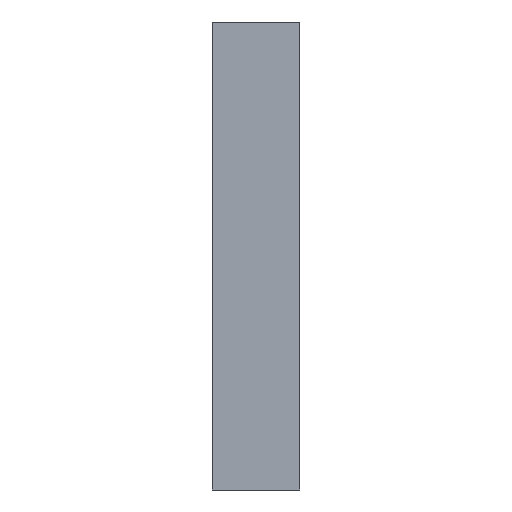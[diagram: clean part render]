
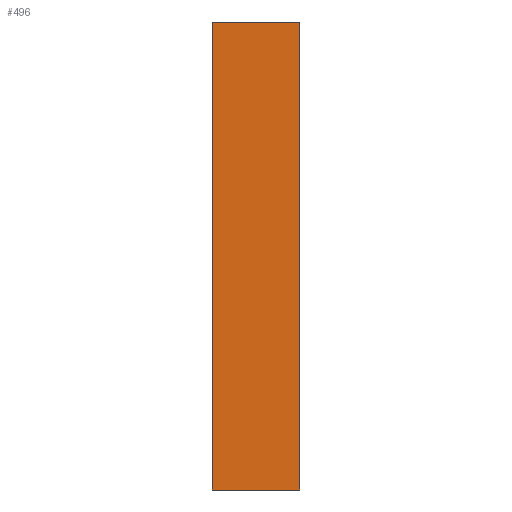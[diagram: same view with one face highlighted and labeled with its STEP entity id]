
A CAD part, left-side view. The second image highlights one B-rep face of the part: STEP entity #496.
In plain terms, the highlighted planar face has unit normal (-1, 0, 0).
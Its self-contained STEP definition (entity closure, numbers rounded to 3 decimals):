
#22 = VERTEX_POINT('',#23);
#23 = CARTESIAN_POINT('',(345.643,362.37,
    58.182));
#31 = PLANE('',#32);
#32 = AXIS2_PLACEMENT_3D('',#33,#34,#35);
#33 = CARTESIAN_POINT('',(347.16,362.37,
    60.062));
#34 = DIRECTION('',(0.,1.,0.));
#35 = DIRECTION('',(1.,0.,0.));
#42 = PLANE('',#43);
#43 = AXIS2_PLACEMENT_3D('',#44,#45,#46);
#44 = CARTESIAN_POINT('',(346.599,363.12,
    58.182));
#45 = DIRECTION('',(0.,0.,-1.));
#46 = DIRECTION('',(0.,-1.,0.));
#53 = EDGE_CURVE('',#54,#22,#56,.T.);
#54 = VERTEX_POINT('',#55);
#55 = CARTESIAN_POINT('',(345.643,362.37,
    59.782));
#56 = SURFACE_CURVE('',#57,(#60,#66),.PCURVE_S1.);
#57 = B_SPLINE_CURVE_WITH_KNOTS('',1,(#58,#59),.UNSPECIFIED.,.F.,.F.,(2,
    2),(0.,1.6),.PIECEWISE_BEZIER_KNOTS.);
#58 = CARTESIAN_POINT('',(345.643,362.37,
    59.782));
#59 = CARTESIAN_POINT('',(345.643,362.37,
    58.182));
#60 = PCURVE('',#31,#61);
#61 = DEFINITIONAL_REPRESENTATION('',(#62),#65);
#62 = B_SPLINE_CURVE_WITH_KNOTS('',1,(#63,#64),.UNSPECIFIED.,.F.,.F.,(2,
    2),(0.,1.6),.PIECEWISE_BEZIER_KNOTS.);
#63 = CARTESIAN_POINT('',(-1.518,0.28));
#64 = CARTESIAN_POINT('',(-1.518,1.88));
#65 = ( GEOMETRIC_REPRESENTATION_CONTEXT(2) 
PARAMETRIC_REPRESENTATION_CONTEXT() REPRESENTATION_CONTEXT('2D SPACE',''
  ) );
#66 = PCURVE('',#67,#72);
#67 = PLANE('',#68);
#68 = AXIS2_PLACEMENT_3D('',#69,#70,#71);
#69 = CARTESIAN_POINT('',(345.643,361.32,
    60.062));
#70 = DIRECTION('',(-1.,0.,0.));
#71 = DIRECTION('',(0.,-1.,0.));
#72 = DEFINITIONAL_REPRESENTATION('',(#73),#76);
#73 = B_SPLINE_CURVE_WITH_KNOTS('',1,(#74,#75),.UNSPECIFIED.,.F.,.F.,(2,
    2),(0.,1.6),.PIECEWISE_BEZIER_KNOTS.);
#74 = CARTESIAN_POINT('',(-1.05,-0.28));
#75 = CARTESIAN_POINT('',(-1.05,-1.88));
#76 = ( GEOMETRIC_REPRESENTATION_CONTEXT(2) 
PARAMETRIC_REPRESENTATION_CONTEXT() REPRESENTATION_CONTEXT('2D SPACE',''
  ) );
#92 = PLANE('',#93);
#93 = AXIS2_PLACEMENT_3D('',#94,#95,#96);
#94 = CARTESIAN_POINT('',(346.599,361.32,
    59.782));
#95 = DIRECTION('',(0.,0.,1.));
#96 = DIRECTION('',(0.,1.,0.));
#398 = PLANE('',#399);
#399 = AXIS2_PLACEMENT_3D('',#400,#401,#402);
#400 = CARTESIAN_POINT('',(347.16,362.07,
    60.062));
#401 = DIRECTION('',(0.,-1.,0.));
#402 = DIRECTION('',(-1.,0.,0.));
#459 = EDGE_CURVE('',#54,#460,#462,.T.);
#460 = VERTEX_POINT('',#461);
#461 = CARTESIAN_POINT('',(345.643,362.07,
    59.782));
#462 = SURFACE_CURVE('',#463,(#466,#472),.PCURVE_S1.);
#463 = B_SPLINE_CURVE_WITH_KNOTS('',1,(#464,#465),.UNSPECIFIED.,.F.,.F.,
  (2,2),(-0.3,0.),.PIECEWISE_BEZIER_KNOTS.);
#464 = CARTESIAN_POINT('',(345.643,362.37,
    59.782));
#465 = CARTESIAN_POINT('',(345.643,362.07,
    59.782));
#466 = PCURVE('',#92,#467);
#467 = DEFINITIONAL_REPRESENTATION('',(#468),#471);
#468 = B_SPLINE_CURVE_WITH_KNOTS('',1,(#469,#470),.UNSPECIFIED.,.F.,.F.,
  (2,2),(-0.3,0.),.PIECEWISE_BEZIER_KNOTS.);
#469 = CARTESIAN_POINT('',(1.05,0.956));
#470 = CARTESIAN_POINT('',(0.75,0.956));
#471 = ( GEOMETRIC_REPRESENTATION_CONTEXT(2) 
PARAMETRIC_REPRESENTATION_CONTEXT() REPRESENTATION_CONTEXT('2D SPACE',''
  ) );
#472 = PCURVE('',#67,#473);
#473 = DEFINITIONAL_REPRESENTATION('',(#474),#477);
#474 = B_SPLINE_CURVE_WITH_KNOTS('',1,(#475,#476),.UNSPECIFIED.,.F.,.F.,
  (2,2),(-0.3,0.),.PIECEWISE_BEZIER_KNOTS.);
#475 = CARTESIAN_POINT('',(-1.05,-0.28));
#476 = CARTESIAN_POINT('',(-0.75,-0.28));
#477 = ( GEOMETRIC_REPRESENTATION_CONTEXT(2) 
PARAMETRIC_REPRESENTATION_CONTEXT() REPRESENTATION_CONTEXT('2D SPACE',''
  ) );
#496 = ADVANCED_FACE('',(#497),#67,.T.);
#497 = FACE_BOUND('',#498,.T.);
#498 = EDGE_LOOP('',(#499,#500,#520,#538));
#499 = ORIENTED_EDGE('',*,*,#53,.T.);
#500 = ORIENTED_EDGE('',*,*,#501,.T.);
#501 = EDGE_CURVE('',#22,#502,#504,.T.);
#502 = VERTEX_POINT('',#503);
#503 = CARTESIAN_POINT('',(345.643,362.07,
    58.182));
#504 = SURFACE_CURVE('',#505,(#508,#514),.PCURVE_S1.);
#505 = B_SPLINE_CURVE_WITH_KNOTS('',1,(#506,#507),.UNSPECIFIED.,.F.,.F.,
  (2,2),(-0.3,0.),.PIECEWISE_BEZIER_KNOTS.);
#506 = CARTESIAN_POINT('',(345.643,362.37,
    58.182));
#507 = CARTESIAN_POINT('',(345.643,362.07,
    58.182));
#508 = PCURVE('',#67,#509);
#509 = DEFINITIONAL_REPRESENTATION('',(#510),#513);
#510 = B_SPLINE_CURVE_WITH_KNOTS('',1,(#511,#512),.UNSPECIFIED.,.F.,.F.,
  (2,2),(-0.3,0.),.PIECEWISE_BEZIER_KNOTS.);
#511 = CARTESIAN_POINT('',(-1.05,-1.88));
#512 = CARTESIAN_POINT('',(-0.75,-1.88));
#513 = ( GEOMETRIC_REPRESENTATION_CONTEXT(2) 
PARAMETRIC_REPRESENTATION_CONTEXT() REPRESENTATION_CONTEXT('2D SPACE',''
  ) );
#514 = PCURVE('',#42,#515);
#515 = DEFINITIONAL_REPRESENTATION('',(#516),#519);
#516 = B_SPLINE_CURVE_WITH_KNOTS('',1,(#517,#518),.UNSPECIFIED.,.F.,.F.,
  (2,2),(-0.3,0.),.PIECEWISE_BEZIER_KNOTS.);
#517 = CARTESIAN_POINT('',(0.75,0.956));
#518 = CARTESIAN_POINT('',(1.05,0.956));
#519 = ( GEOMETRIC_REPRESENTATION_CONTEXT(2) 
PARAMETRIC_REPRESENTATION_CONTEXT() REPRESENTATION_CONTEXT('2D SPACE',''
  ) );
#520 = ORIENTED_EDGE('',*,*,#521,.T.);
#521 = EDGE_CURVE('',#502,#460,#522,.T.);
#522 = SURFACE_CURVE('',#523,(#526,#532),.PCURVE_S1.);
#523 = B_SPLINE_CURVE_WITH_KNOTS('',1,(#524,#525),.UNSPECIFIED.,.F.,.F.,
  (2,2),(-1.6,0.),.PIECEWISE_BEZIER_KNOTS.);
#524 = CARTESIAN_POINT('',(345.643,362.07,
    58.182));
#525 = CARTESIAN_POINT('',(345.643,362.07,
    59.782));
#526 = PCURVE('',#67,#527);
#527 = DEFINITIONAL_REPRESENTATION('',(#528),#531);
#528 = B_SPLINE_CURVE_WITH_KNOTS('',1,(#529,#530),.UNSPECIFIED.,.F.,.F.,
  (2,2),(-1.6,0.),.PIECEWISE_BEZIER_KNOTS.);
#529 = CARTESIAN_POINT('',(-0.75,-1.88));
#530 = CARTESIAN_POINT('',(-0.75,-0.28));
#531 = ( GEOMETRIC_REPRESENTATION_CONTEXT(2) 
PARAMETRIC_REPRESENTATION_CONTEXT() REPRESENTATION_CONTEXT('2D SPACE',''
  ) );
#532 = PCURVE('',#398,#533);
#533 = DEFINITIONAL_REPRESENTATION('',(#534),#537);
#534 = B_SPLINE_CURVE_WITH_KNOTS('',1,(#535,#536),.UNSPECIFIED.,.F.,.F.,
  (2,2),(-1.6,0.),.PIECEWISE_BEZIER_KNOTS.);
#535 = CARTESIAN_POINT('',(1.518,1.88));
#536 = CARTESIAN_POINT('',(1.518,0.28));
#537 = ( GEOMETRIC_REPRESENTATION_CONTEXT(2) 
PARAMETRIC_REPRESENTATION_CONTEXT() REPRESENTATION_CONTEXT('2D SPACE',''
  ) );
#538 = ORIENTED_EDGE('',*,*,#459,.F.);
